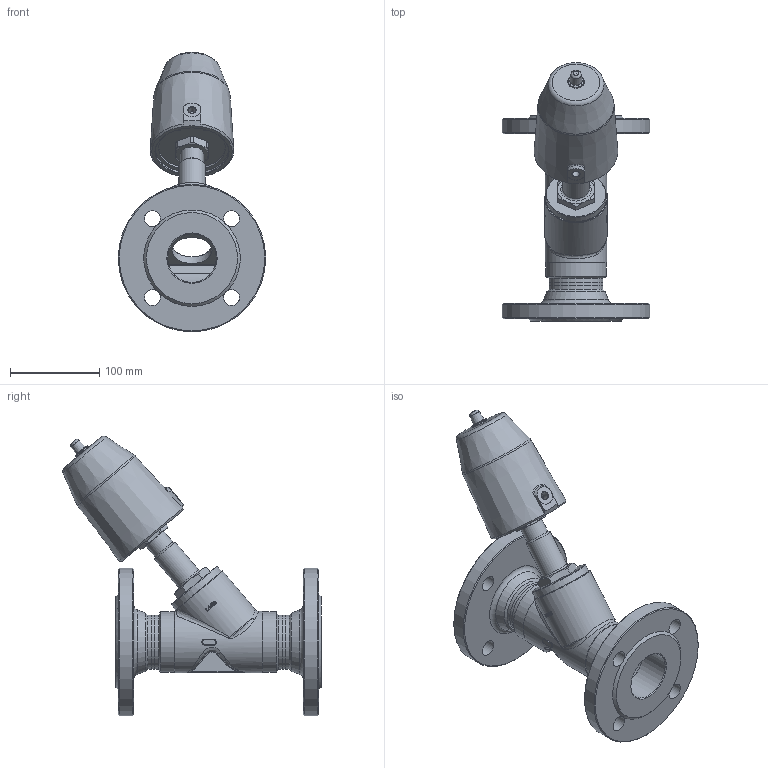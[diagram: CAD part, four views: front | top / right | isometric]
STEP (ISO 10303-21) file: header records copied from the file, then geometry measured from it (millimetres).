
FILE_DESCRIPTION(/* description */ (''),/* implementation_level */ '2;1');
FILE_NAME(/* name */ '063.002817_A6328-0804-7108-FL.stp',/* time_stamp */ '2017-10-04T14:12:42+02:00',/* author */ ('EFast'),/* organization */ (''),/* preprocessor_version */ 'ST-DEVELOPER v16.1',/* originating_system */ 'Autodesk Inventor 2016',/* authorisation */ '');
FILE_SCHEMA (('AUTOMOTIVE_DESIGN { 1 0 10303 214 3 1 1 }'));
Products named in the file (1): Bauteil5
Bounding box: 165 x 289.25 x 312.99 mm (x, y, z)
Volume: 1190050.5 mm3; surface area: 298823.7 mm2
Topology: 1 solids, 3 shells, 648 faces, 1614 edges, 1008 vertices
Faces by surface type: bspline 222, plane 167, cylinder 154, cone 60, torus 32, sphere 13
Full cylindrical faces by diameter (mm): 2.5 x1, 3 x3, 8.566 x1, 10.2 x1, 11.35 x1, 12 x1, 13.2 x1, 16 x1, 18 x8, 18.2 x1, 20 x2, 20.3 x1, 20.5 x1, 26 x2, 26.5 x1, 30 x1, 40 x1, 45 x1, 54.3 x2, 54.5 x2, 56.4 x1, 56.656 x2, 60 x2, 60.3 x6, 62 x2, 64.2 x1, 67 x1, 68 x2, 69 x1, 80 x1
Entity records: 50263 total; most frequent: CARTESIAN_POINT 36506, ORIENTED_EDGE 2836, DIRECTION 2165, EDGE_CURVE 1418, VERTEX_POINT 954, AXIS2_PLACEMENT_3D 897, EDGE_LOOP 859, STYLED_ITEM 648
